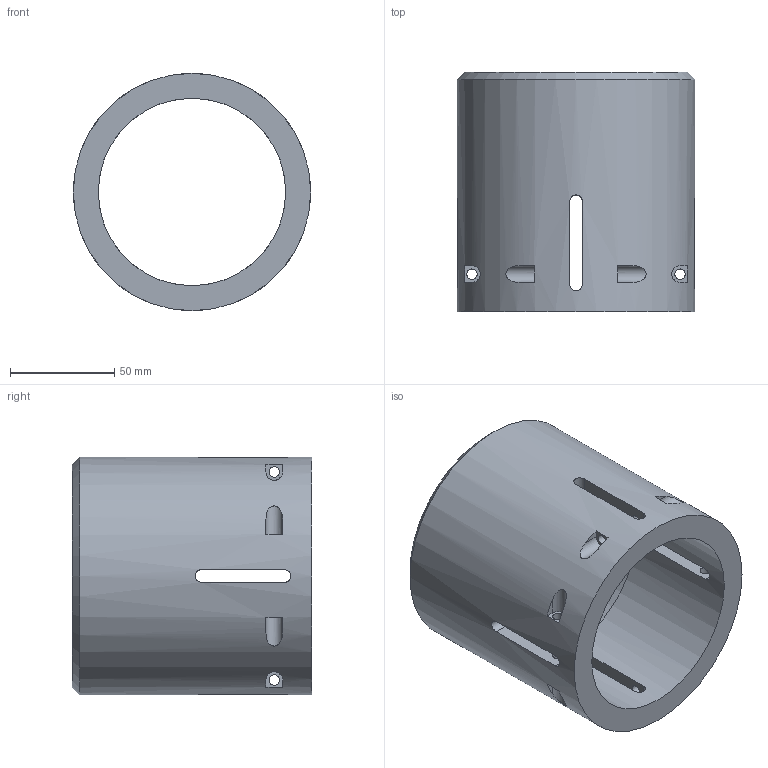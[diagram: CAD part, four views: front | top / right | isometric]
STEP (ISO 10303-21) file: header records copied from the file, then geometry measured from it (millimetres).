
FILE_DESCRIPTION(('FreeCAD Model'),'2;1');
FILE_NAME('Bague externe.step', '2020-12-01T20:35:46',('Author'),(''), 'Open CASCADE STEP processor 7.3','FreeCAD','Unknown');
FILE_SCHEMA(('AUTOMOTIVE_DESIGN { 1 0 10303 214 1 1 1 1 }'));
Length unit declared in the file: millimetre
Products named in the file (1): Body
Bounding box: 114 x 115 x 114 mm (x, y, z)
Volume: 347627.2 mm3; surface area: 87487.4 mm2
Topology: 1 solids, 1 shells, 94 faces, 245 edges, 156 vertices
Faces by surface type: plane 66, cylinder 27, cone 1
Full cylindrical faces by diameter (mm): 5 x8, 90 x1, 99 x1, 114 x1
Entity records: 9293 total; most frequent: CARTESIAN_POINT 4379, DIRECTION 895, LINE 537, VECTOR 537, ORIENTED_EDGE 490, PCURVE 490, DEFINITIONAL_REPRESENTATION 490, EDGE_CURVE 245
